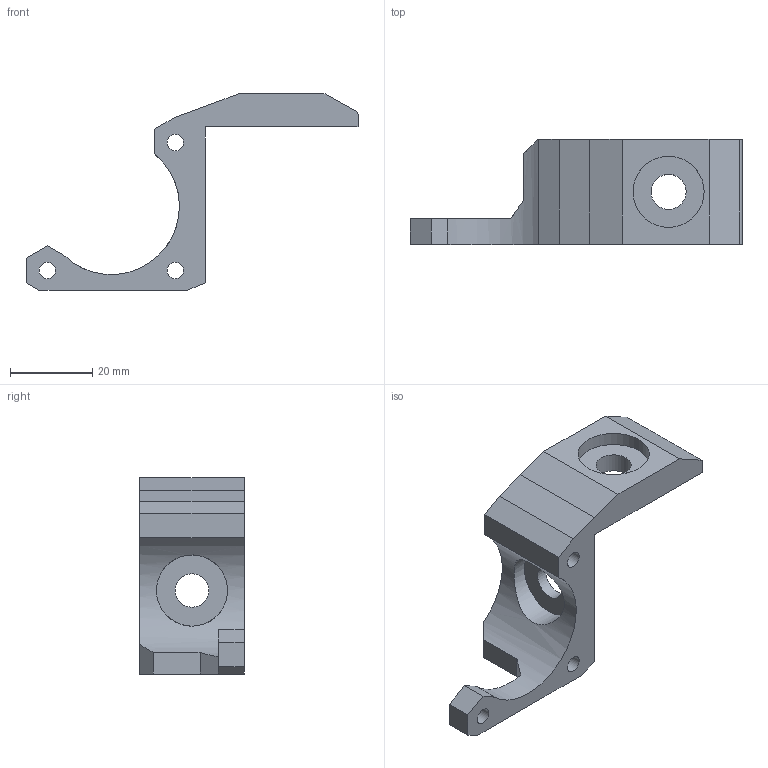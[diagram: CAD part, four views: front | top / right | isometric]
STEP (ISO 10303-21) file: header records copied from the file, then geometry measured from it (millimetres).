
FILE_DESCRIPTION(('FreeCAD Model'),'2;1');
FILE_NAME( 'y-stepper-mount.step', '2020-03-10T19:49:57',('Author'),(''), 'Open CASCADE STEP processor 7.3','FreeCAD','Unknown');
FILE_SCHEMA(('AUTOMOTIVE_DESIGN { 1 0 10303 214 1 1 1 1 }'));
Length unit declared in the file: millimetre
Products named in the file (1): y-stepper_mount
Bounding box: 80.5 x 25.4 x 47.55 mm (x, y, z)
Volume: 14567.2 mm3; surface area: 8468.7 mm2
Topology: 1 solids, 1 shells, 40 faces, 100 edges, 67 vertices
Faces by surface type: plane 28, cylinder 12
Full cylindrical faces by diameter (mm): 4 x3, 8 x3, 8.1 x1, 8.5 x1, 17.25 x2
Entity records: 3022 total; most frequent: CARTESIAN_POINT 952, DIRECTION 385, LINE 240, VECTOR 240, ORIENTED_EDGE 200, PCURVE 200, DEFINITIONAL_REPRESENTATION 200, EDGE_CURVE 100
